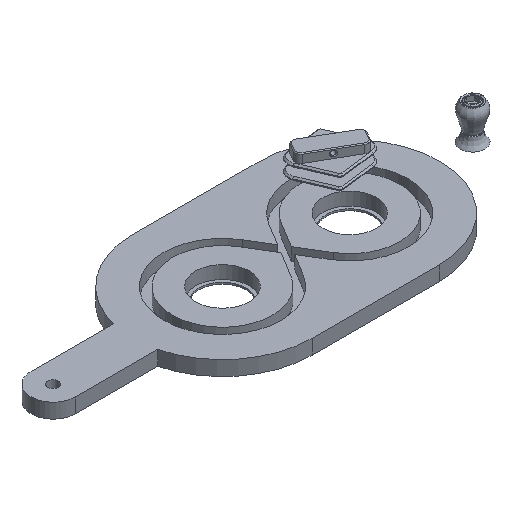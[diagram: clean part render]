
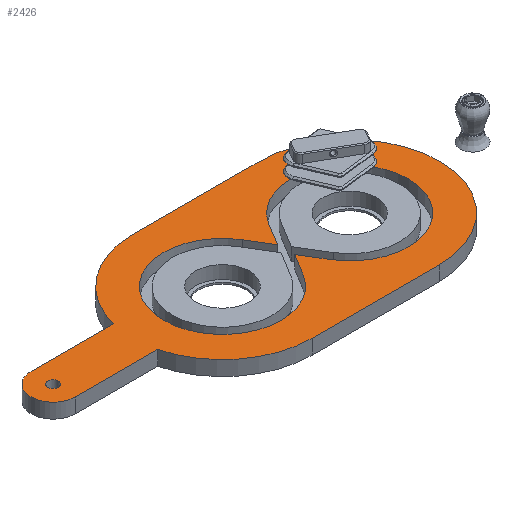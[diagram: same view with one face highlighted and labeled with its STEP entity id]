
A CAD part, isometric view. The second image highlights one B-rep face of the part: STEP entity #2426.
In plain terms, the highlighted planar face has unit normal (0, 0, 1).
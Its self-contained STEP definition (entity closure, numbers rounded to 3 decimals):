
#162=FACE_BOUND('',#502,.T.);
#163=FACE_BOUND('',#503,.T.);
#184=CIRCLE('',#2581,33.25);
#187=CIRCLE('',#2590,12.5);
#188=CIRCLE('',#2591,50.75);
#189=CIRCLE('',#2592,50.75);
#190=CIRCLE('',#2593,50.75);
#191=CIRCLE('',#2594,33.25);
#192=CIRCLE('',#2595,3.);
#348=FACE_OUTER_BOUND('',#501,.T.);
#501=EDGE_LOOP('',(#1677,#1678,#1679,#1680,#1681,#1682,#1683,#1684));
#502=EDGE_LOOP('',(#1685,#1686,#1687,#1688,#1689,#1690));
#503=EDGE_LOOP('',(#1691));
#664=LINE('',#3575,#861);
#675=LINE('',#3605,#872);
#680=LINE('',#3614,#877);
#684=LINE('',#3630,#881);
#685=LINE('',#3634,#882);
#686=LINE('',#3638,#883);
#687=LINE('',#3641,#884);
#688=LINE('',#3644,#885);
#861=VECTOR('',#2846,10.);
#872=VECTOR('',#2873,10.);
#877=VECTOR('',#2882,10.);
#881=VECTOR('',#2896,10.);
#882=VECTOR('',#2899,10.);
#883=VECTOR('',#2902,10.);
#884=VECTOR('',#2905,10.);
#885=VECTOR('',#2908,10.);
#1057=VERTEX_POINT('',#3571);
#1059=VERTEX_POINT('',#3574);
#1066=VERTEX_POINT('',#3590);
#1070=VERTEX_POINT('',#3602);
#1072=VERTEX_POINT('',#3612);
#1077=VERTEX_POINT('',#3626);
#1078=VERTEX_POINT('',#3627);
#1079=VERTEX_POINT('',#3629);
#1080=VERTEX_POINT('',#3631);
#1081=VERTEX_POINT('',#3633);
#1082=VERTEX_POINT('',#3635);
#1083=VERTEX_POINT('',#3637);
#1084=VERTEX_POINT('',#3639);
#1085=VERTEX_POINT('',#3642);
#1086=VERTEX_POINT('',#3645);
#1281=EDGE_CURVE('',#1059,#1057,#664,.T.);
#1290=EDGE_CURVE('',#1066,#1059,#184,.T.);
#1296=EDGE_CURVE('',#1070,#1066,#675,.T.);
#1301=EDGE_CURVE('',#1057,#1072,#680,.T.);
#1307=EDGE_CURVE('',#1077,#1078,#187,.T.);
#1308=EDGE_CURVE('',#1078,#1079,#684,.T.);
#1309=EDGE_CURVE('',#1079,#1080,#188,.T.);
#1310=EDGE_CURVE('',#1080,#1081,#685,.T.);
#1311=EDGE_CURVE('',#1081,#1082,#189,.T.);
#1312=EDGE_CURVE('',#1082,#1083,#686,.T.);
#1313=EDGE_CURVE('',#1083,#1084,#190,.T.);
#1314=EDGE_CURVE('',#1077,#1084,#687,.T.);
#1315=EDGE_CURVE('',#1072,#1085,#191,.T.);
#1316=EDGE_CURVE('',#1085,#1070,#688,.T.);
#1317=EDGE_CURVE('',#1086,#1086,#192,.T.);
#1677=ORIENTED_EDGE('',*,*,#1307,.T.);
#1678=ORIENTED_EDGE('',*,*,#1308,.T.);
#1679=ORIENTED_EDGE('',*,*,#1309,.T.);
#1680=ORIENTED_EDGE('',*,*,#1310,.T.);
#1681=ORIENTED_EDGE('',*,*,#1311,.T.);
#1682=ORIENTED_EDGE('',*,*,#1312,.T.);
#1683=ORIENTED_EDGE('',*,*,#1313,.T.);
#1684=ORIENTED_EDGE('',*,*,#1314,.F.);
#1685=ORIENTED_EDGE('',*,*,#1281,.T.);
#1686=ORIENTED_EDGE('',*,*,#1301,.T.);
#1687=ORIENTED_EDGE('',*,*,#1315,.T.);
#1688=ORIENTED_EDGE('',*,*,#1316,.T.);
#1689=ORIENTED_EDGE('',*,*,#1296,.T.);
#1690=ORIENTED_EDGE('',*,*,#1290,.T.);
#1691=ORIENTED_EDGE('',*,*,#1317,.T.);
#2357=PLANE('',#2589);
#2426=ADVANCED_FACE('',(#348,#162,#163),#2357,.T.);
#2581=AXIS2_PLACEMENT_3D('',#3593,#2862,#2863);
#2589=AXIS2_PLACEMENT_3D('',#3625,#2892,#2893);
#2590=AXIS2_PLACEMENT_3D('',#3628,#2894,#2895);
#2591=AXIS2_PLACEMENT_3D('',#3632,#2897,#2898);
#2592=AXIS2_PLACEMENT_3D('',#3636,#2900,#2901);
#2593=AXIS2_PLACEMENT_3D('',#3640,#2903,#2904);
#2594=AXIS2_PLACEMENT_3D('',#3643,#2906,#2907);
#2595=AXIS2_PLACEMENT_3D('',#3646,#2909,#2910);
#2846=DIRECTION('',(0.52,-0.854,0.));
#2862=DIRECTION('center_axis',(0.,0.,-1.));
#2863=DIRECTION('ref_axis',(0.854,-0.52,0.));
#2873=DIRECTION('',(-0.52,-0.854,0.));
#2882=DIRECTION('',(0.52,0.854,0.));
#2892=DIRECTION('center_axis',(0.,0.,1.));
#2893=DIRECTION('ref_axis',(1.,0.,0.));
#2894=DIRECTION('center_axis',(0.,0.,1.));
#2895=DIRECTION('ref_axis',(1.,0.,0.));
#2896=DIRECTION('',(1.,0.,0.));
#2897=DIRECTION('center_axis',(0.,0.,1.));
#2898=DIRECTION('ref_axis',(1.,0.,0.));
#2899=DIRECTION('',(1.,0.,0.));
#2900=DIRECTION('center_axis',(0.,0.,1.));
#2901=DIRECTION('ref_axis',(1.,0.,0.));
#2902=DIRECTION('',(-1.,0.,0.));
#2903=DIRECTION('center_axis',(0.,0.,1.));
#2904=DIRECTION('ref_axis',(1.,0.,0.));
#2905=DIRECTION('',(1.,0.,0.));
#2906=DIRECTION('center_axis',(0.,0.,-1.));
#2907=DIRECTION('ref_axis',(-0.854,0.52,0.));
#2908=DIRECTION('',(-0.52,0.854,0.));
#2909=DIRECTION('center_axis',(0.,0.,-1.));
#2910=DIRECTION('ref_axis',(1.,0.,0.));
#3571=CARTESIAN_POINT('',(0.,4.808,0.));
#3574=CARTESIAN_POINT('',(-7.599,17.29,0.));
#3575=CARTESIAN_POINT('',(-6.619,15.68,0.));
#3590=CARTESIAN_POINT('',(-7.599,-17.29,0.));
#3593=CARTESIAN_POINT('Origin',(-36.,0.,0.));
#3602=CARTESIAN_POINT('',(0.,-4.808,0.));
#3605=CARTESIAN_POINT('',(-1.752,-7.685,0.));
#3612=CARTESIAN_POINT('',(7.599,17.29,0.));
#3614=CARTESIAN_POINT('',(-6.022,-5.085,0.));
#3625=CARTESIAN_POINT('Origin',(-28.75,0.,0.));
#3626=CARTESIAN_POINT('',(-131.75,12.5,0.));
#3627=CARTESIAN_POINT('',(-131.75,-12.5,0.));
#3628=CARTESIAN_POINT('Origin',(-131.75,0.,0.));
#3629=CARTESIAN_POINT('',(-85.187,-12.5,0.));
#3630=CARTESIAN_POINT('',(-131.75,-12.5,0.));
#3631=CARTESIAN_POINT('',(-36.,-50.75,0.));
#3632=CARTESIAN_POINT('Origin',(-36.,0.,0.));
#3633=CARTESIAN_POINT('',(36.,-50.75,0.));
#3634=CARTESIAN_POINT('',(-36.,-50.75,0.));
#3635=CARTESIAN_POINT('',(36.,50.75,0.));
#3636=CARTESIAN_POINT('Origin',(36.,0.,0.));
#3637=CARTESIAN_POINT('',(-36.,50.75,0.));
#3638=CARTESIAN_POINT('',(36.,50.75,0.));
#3639=CARTESIAN_POINT('',(-85.187,12.5,0.));
#3640=CARTESIAN_POINT('Origin',(-36.,0.,0.));
#3641=CARTESIAN_POINT('',(-131.75,12.5,0.));
#3642=CARTESIAN_POINT('',(7.599,-17.29,0.));
#3643=CARTESIAN_POINT('Origin',(36.,0.,0.));
#3644=CARTESIAN_POINT('',(-1.155,-2.91,0.));
#3645=CARTESIAN_POINT('',(-134.75,0.,0.));
#3646=CARTESIAN_POINT('Origin',(-131.75,0.,0.));
